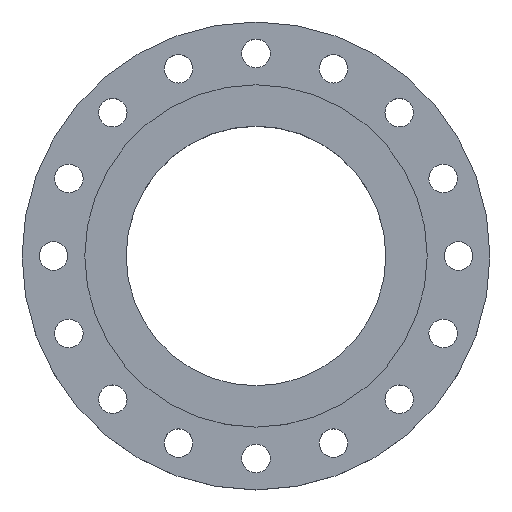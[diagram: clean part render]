
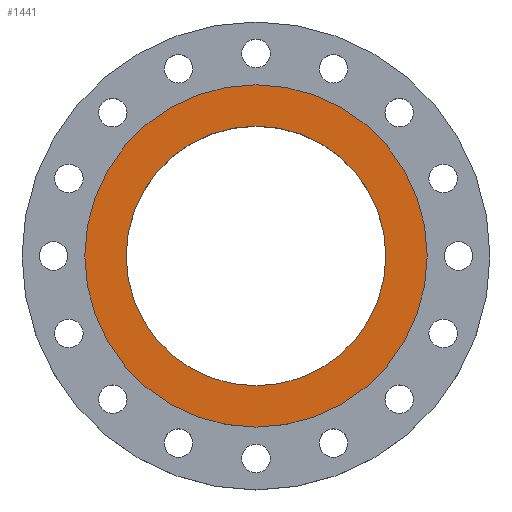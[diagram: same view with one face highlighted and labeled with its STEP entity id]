
A CAD part, top view. The second image highlights one B-rep face of the part: STEP entity #1441.
In plain terms, the highlighted planar face has unit normal (0, 0, 1).
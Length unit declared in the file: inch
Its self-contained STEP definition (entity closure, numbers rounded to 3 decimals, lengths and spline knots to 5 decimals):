
#58 = EDGE_CURVE ( 'NONE', #1656, #948, #191, .T. ) ;
#115 = EDGE_LOOP ( 'NONE', ( #1465, #637 ) ) ;
#125 = CARTESIAN_POINT ( 'NONE',  ( 0., 5.687, 0. ) ) ;
#127 = DIRECTION ( 'NONE',  ( 0., 0., 1. ) ) ;
#130 = VERTEX_POINT ( 'NONE', #316 ) ;
#141 = EDGE_CURVE ( 'NONE', #277, #130, #1118, .T. ) ;
#191 = CIRCLE ( 'NONE', #667, 7.5 ) ;
#197 = DIRECTION ( 'NONE',  ( 1., 0., 0. ) ) ;
#223 = CARTESIAN_POINT ( 'NONE',  ( 0., 0., 0. ) ) ;
#225 = DIRECTION ( 'NONE',  ( -1., 0., 0. ) ) ;
#277 = VERTEX_POINT ( 'NONE', #1740 ) ;
#313 = CARTESIAN_POINT ( 'NONE',  ( 0., 0., 0. ) ) ;
#316 = CARTESIAN_POINT ( 'NONE',  ( -5.687, 0., 0. ) ) ;
#365 = FACE_BOUND ( 'NONE', #816, .T. ) ;
#529 = AXIS2_PLACEMENT_3D ( 'NONE', #1331, #127, #1320 ) ;
#541 = ORIENTED_EDGE ( 'NONE', *, *, #141, .F. ) ;
#583 = AXIS2_PLACEMENT_3D ( 'NONE', #1657, #1544, #595 ) ;
#595 = DIRECTION ( 'NONE',  ( 1., 0., 0. ) ) ;
#603 = DIRECTION ( 'NONE',  ( 0., 0., 1. ) ) ;
#610 = DIRECTION ( 'NONE',  ( 1., 0., 0. ) ) ;
#637 = ORIENTED_EDGE ( 'NONE', *, *, #58, .T. ) ;
#638 = CIRCLE ( 'NONE', #529, 7.5 ) ;
#667 = AXIS2_PLACEMENT_3D ( 'NONE', #223, #603, #197 ) ;
#750 = AXIS2_PLACEMENT_3D ( 'NONE', #125, #1467, #225 ) ;
#780 = EDGE_CURVE ( 'NONE', #130, #277, #1640, .T. ) ;
#816 = EDGE_LOOP ( 'NONE', ( #541, #1292 ) ) ;
#849 = CARTESIAN_POINT ( 'NONE',  ( -7.5, 0., 0. ) ) ;
#948 = VERTEX_POINT ( 'NONE', #1720 ) ;
#1118 = CIRCLE ( 'NONE', #583, 5.687 ) ;
#1183 = FACE_OUTER_BOUND ( 'NONE', #115, .T. ) ;
#1274 = AXIS2_PLACEMENT_3D ( 'NONE', #313, #1381, #610 ) ;
#1292 = ORIENTED_EDGE ( 'NONE', *, *, #780, .F. ) ;
#1315 = PLANE ( 'NONE',  #750 ) ;
#1320 = DIRECTION ( 'NONE',  ( 1., 0., 0. ) ) ;
#1331 = CARTESIAN_POINT ( 'NONE',  ( 0., 0., 0. ) ) ;
#1381 = DIRECTION ( 'NONE',  ( 0., 0., 1. ) ) ;
#1429 = EDGE_CURVE ( 'NONE', #948, #1656, #638, .T. ) ;
#1441 = ADVANCED_FACE ( 'NONE', ( #365, #1183 ), #1315, .F. ) ;
#1465 = ORIENTED_EDGE ( 'NONE', *, *, #1429, .T. ) ;
#1467 = DIRECTION ( 'NONE',  ( 0., 0., -1. ) ) ;
#1544 = DIRECTION ( 'NONE',  ( 0., 0., 1. ) ) ;
#1640 = CIRCLE ( 'NONE', #1274, 5.687 ) ;
#1656 = VERTEX_POINT ( 'NONE', #849 ) ;
#1657 = CARTESIAN_POINT ( 'NONE',  ( 0., 0., 0. ) ) ;
#1720 = CARTESIAN_POINT ( 'NONE',  ( 7.5, 0., 0. ) ) ;
#1740 = CARTESIAN_POINT ( 'NONE',  ( 5.687, 0., 0. ) ) ;
